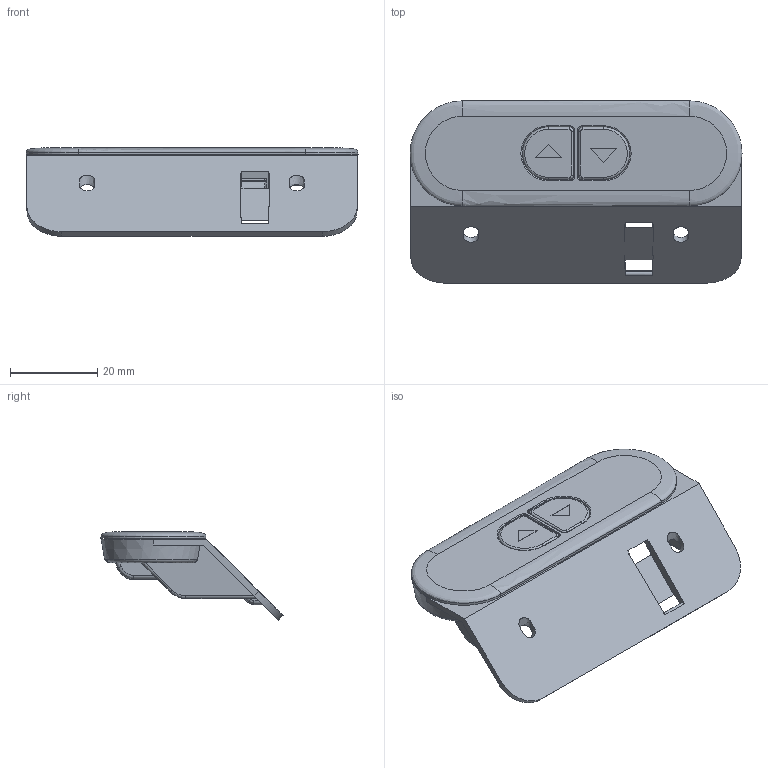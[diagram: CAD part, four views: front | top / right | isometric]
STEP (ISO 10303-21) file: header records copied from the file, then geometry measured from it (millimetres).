
FILE_DESCRIPTION((''),'2;1');
FILE_NAME('ENVELOP_LM2LC','2018-09-07T21:12:37',('TEJ'),(''),'CREO PARAMETRIC BY PTC INC, 2018100','CREO PARAMETRIC BY PTC INC, 2018100','');
FILE_SCHEMA(('AUTOMOTIVE_DESIGN { 1 0 10303 214 1 1 1 1 }'));
Length unit declared in the file: millimetre
Products named in the file (1): ENVELOP_LM2LC
Bounding box: 76 x 41.68 x 20.29 mm (x, y, z)
Volume: 14725.7 mm3; surface area: 10444.3 mm2
Topology: 1 solids, 1 shells, 311 faces, 830 edges, 529 vertices
Faces by surface type: plane 182, cylinder 70, bspline 20, torus 18, cone 15, extrusion 4, revolution 2
Entity records: 13972 total; most frequent: CARTESIAN_POINT 3477, ORIENTED_EDGE 1660, DIRECTION 1405, PRESENTATION_STYLE_ASSIGNMENT 889, STYLED_ITEM 831, CURVE_STYLE 830, EDGE_CURVE 830, VECTOR 567
